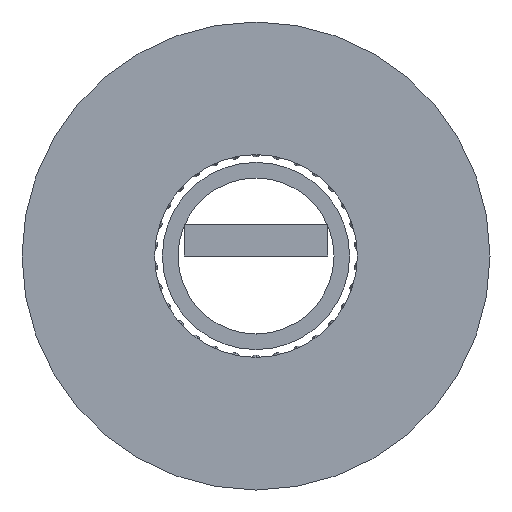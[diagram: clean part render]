
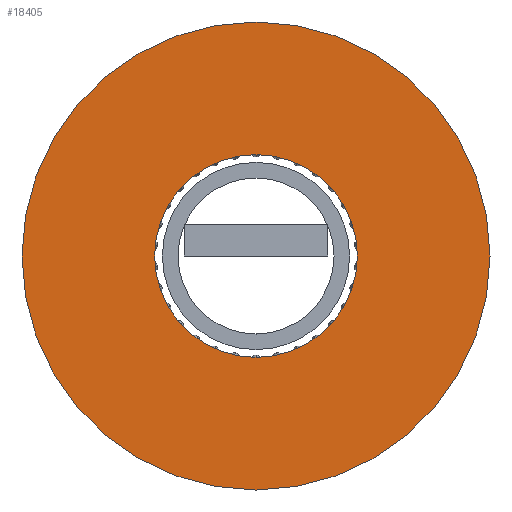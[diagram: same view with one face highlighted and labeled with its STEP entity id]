
A CAD part, left-side view. The second image highlights one B-rep face of the part: STEP entity #18405.
In plain terms, the highlighted planar face has unit normal (-1, 0, 0).
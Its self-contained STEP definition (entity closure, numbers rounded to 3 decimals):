
#18267=CARTESIAN_POINT('',(-5.,7.5,0.));
#18268=VERTEX_POINT('',#18267);
#18284=CARTESIAN_POINT('',(-5.,-7.5,0.));
#18285=VERTEX_POINT('',#18284);
#18292=CARTESIAN_POINT('',(-5.0,0.,0.));
#18293=DIRECTION('',(1.0,0.0,0.0));
#18294=DIRECTION('',(0.0,1.0,0.0));
#18295=AXIS2_PLACEMENT_3D('',#18292,#18293,#18294);
#18296=CIRCLE('',#18295,7.5);
#18297=EDGE_CURVE('',#18285,#18268,#18296,.T.);
#18307=CARTESIAN_POINT('',(-5.0,3.25,0.));
#18308=VERTEX_POINT('',#18307);
#18317=CARTESIAN_POINT('',(-5.,-3.25,0.));
#18318=VERTEX_POINT('',#18317);
#18319=CARTESIAN_POINT('',(-5.0,0.,0.));
#18320=DIRECTION('',(1.0,0.0,0.0));
#18321=DIRECTION('',(0.0,1.0,0.0));
#18322=AXIS2_PLACEMENT_3D('',#18319,#18320,#18321);
#18323=CIRCLE('',#18322,3.25);
#18324=EDGE_CURVE('',#18318,#18308,#18323,.T.);
#18358=CARTESIAN_POINT('',(-5.0,0.,0.));
#18359=DIRECTION('',(1.0,0.0,0.0));
#18360=DIRECTION('',(0.0,1.0,0.0));
#18361=AXIS2_PLACEMENT_3D('',#18358,#18359,#18360);
#18362=CIRCLE('',#18361,3.25);
#18363=EDGE_CURVE('',#18308,#18318,#18362,.T.);
#18374=CARTESIAN_POINT('',(-5.0,0.,0.));
#18375=DIRECTION('',(1.0,0.0,0.0));
#18376=DIRECTION('',(0.0,1.0,0.0));
#18377=AXIS2_PLACEMENT_3D('',#18374,#18375,#18376);
#18378=CIRCLE('',#18377,7.5);
#18379=EDGE_CURVE('',#18268,#18285,#18378,.T.);
#18392=CARTESIAN_POINT('',(-5.0,0.,0.));
#18393=DIRECTION('',(1.0,0.0,0.0));
#18394=DIRECTION('',(0.0,1.0,0.0));
#18395=AXIS2_PLACEMENT_3D('',#18392,#18393,#18394);
#18396=PLANE('',#18395);
#18397=ORIENTED_EDGE('',*,*,#18379,.F.);
#18398=ORIENTED_EDGE('',*,*,#18297,.F.);
#18399=EDGE_LOOP('',(#18397,#18398));
#18400=FACE_OUTER_BOUND('',#18399,.T.);
#18401=ORIENTED_EDGE('',*,*,#18363,.T.);
#18402=ORIENTED_EDGE('',*,*,#18324,.T.);
#18403=EDGE_LOOP('',(#18401,#18402));
#18404=FACE_BOUND('',#18403,.T.);
#18405=ADVANCED_FACE('',(#18400,#18404),#18396,.F.);
